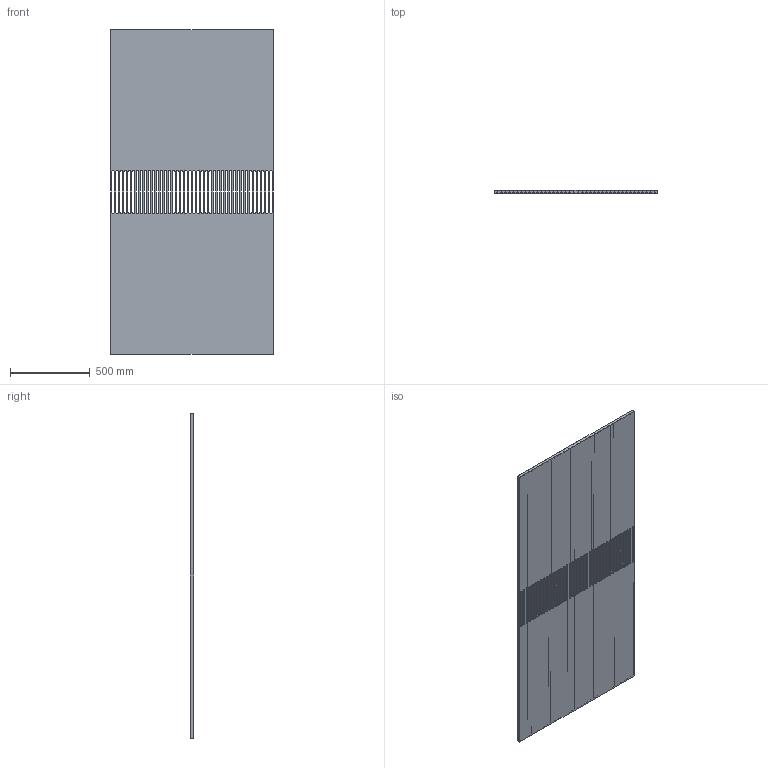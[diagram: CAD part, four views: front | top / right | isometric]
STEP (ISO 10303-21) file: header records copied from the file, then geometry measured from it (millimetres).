
FILE_DESCRIPTION (( 'STEP AP214' ), '1' );
FILE_NAME ('Ducts.STEP', '2023-01-13T04:37:37', ( '' ), ( '' ), 'SwSTEP 2.0', 'SolidWorks 2022', '' );
FILE_SCHEMA (( 'AUTOMOTIVE_DESIGN' ));
Length unit declared in the file: inch
Products named in the file (1): Ducts
Bounding box: 1016 x 19.05 x 2032 mm (x, y, z)
Volume: 21971711.8 mm3; surface area: 6112478.9 mm2
Topology: 1 solids, 1 shells, 406 faces, 1212 edges, 808 vertices
Faces by surface type: cylinder 240, plane 166
Entity records: 14036 total; most frequent: DIRECTION 2506, CARTESIAN_POINT 2427, ORIENTED_EDGE 2424, EDGE_CURVE 1212, AXIS2_PLACEMENT_3D 887, VERTEX_POINT 808, LINE 732, VECTOR 732
